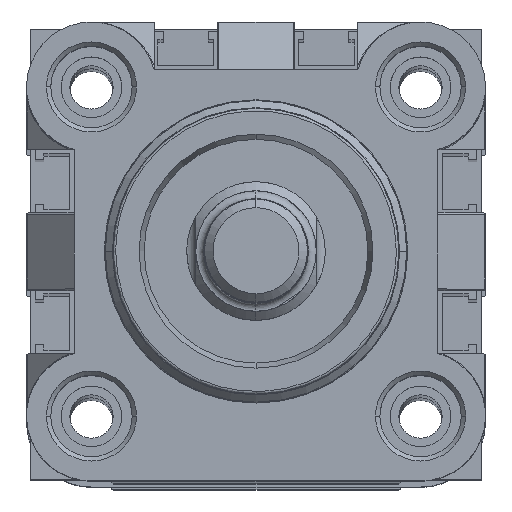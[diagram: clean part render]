
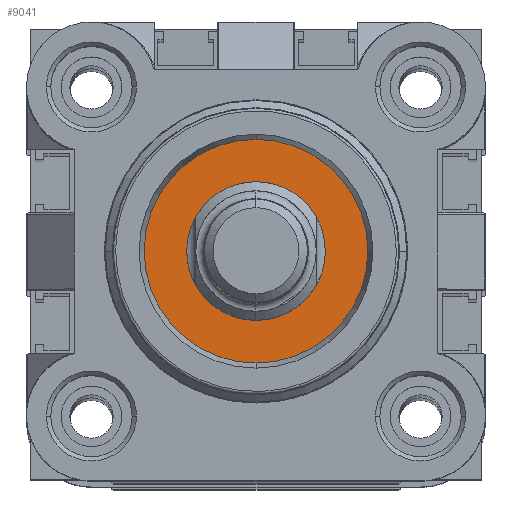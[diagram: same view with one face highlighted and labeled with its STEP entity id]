
A CAD part, top view. The second image highlights one B-rep face of the part: STEP entity #9041.
In plain terms, the highlighted face is planar.
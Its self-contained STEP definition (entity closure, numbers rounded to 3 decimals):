
#1205 = VERTEX_POINT ( 'NONE', #14254 ) ;
#1611 = VERTEX_POINT ( 'NONE', #22015 ) ;
#3679 = CARTESIAN_POINT ( 'NONE',  ( 21., 21., -18.5 ) ) ;
#4282 = PLANE ( 'NONE',  #25230 ) ;
#5446 = CARTESIAN_POINT ( 'NONE',  ( 21., 8.082, -18.5 ) ) ;
#5701 = DIRECTION ( 'NONE',  ( 0., 1., 0. ) ) ;
#5890 = ORIENTED_EDGE ( 'NONE', *, *, #11748, .T. ) ;
#5943 = EDGE_LOOP ( 'NONE', ( #5960, #9265 ) ) ;
#5960 = ORIENTED_EDGE ( 'NONE', *, *, #15927, .F. ) ;
#6317 = DIRECTION ( 'NONE',  ( -1., 0., 0. ) ) ;
#6424 = VERTEX_POINT ( 'NONE', #5446 ) ;
#8647 = DIRECTION ( 'NONE',  ( 0., 0., -1. ) ) ;
#9041 = ADVANCED_FACE ( 'NONE', ( #13373, #24171 ), #4282, .T. ) ;
#9110 = AXIS2_PLACEMENT_3D ( 'NONE', #21571, #9424, #23633 ) ;
#9179 = CIRCLE ( 'NONE', #14201, 12.918 ) ;
#9265 = ORIENTED_EDGE ( 'NONE', *, *, #11093, .F. ) ;
#9424 = DIRECTION ( 'NONE',  ( 0., 0., -1. ) ) ;
#9738 = CARTESIAN_POINT ( 'NONE',  ( 21., 21., -18.5 ) ) ;
#10330 = CARTESIAN_POINT ( 'NONE',  ( 34.073, 7.927, -18.5 ) ) ;
#10784 = CIRCLE ( 'NONE', #16219, 8. ) ;
#11093 = EDGE_CURVE ( 'NONE', #1611, #1205, #24116, .T. ) ;
#11748 = EDGE_CURVE ( 'NONE', #6424, #24459, #9179, .T. ) ;
#11793 = DIRECTION ( 'NONE',  ( -1., 0., 0. ) ) ;
#12140 = AXIS2_PLACEMENT_3D ( 'NONE', #9738, #23934, #11793 ) ;
#12284 = EDGE_CURVE ( 'NONE', #24459, #6424, #25995, .T. ) ;
#13373 = FACE_BOUND ( 'NONE', #5943, .T. ) ;
#14201 = AXIS2_PLACEMENT_3D ( 'NONE', #3679, #17856, #5701 ) ;
#14254 = CARTESIAN_POINT ( 'NONE',  ( 13., 21., -18.5 ) ) ;
#15927 = EDGE_CURVE ( 'NONE', #1205, #1611, #10784, .T. ) ;
#16219 = AXIS2_PLACEMENT_3D ( 'NONE', #20797, #8647, #22836 ) ;
#17004 = CARTESIAN_POINT ( 'NONE',  ( 21., 33.918, -18.5 ) ) ;
#17158 = EDGE_LOOP ( 'NONE', ( #20780, #5890 ) ) ;
#17856 = DIRECTION ( 'NONE',  ( 0., 0., -1. ) ) ;
#18449 = DIRECTION ( 'NONE',  ( 0., 0., -1. ) ) ;
#20780 = ORIENTED_EDGE ( 'NONE', *, *, #12284, .T. ) ;
#20797 = CARTESIAN_POINT ( 'NONE',  ( 21., 21., -18.5 ) ) ;
#21571 = CARTESIAN_POINT ( 'NONE',  ( 21., 21., -18.5 ) ) ;
#22015 = CARTESIAN_POINT ( 'NONE',  ( 29., 21., -18.5 ) ) ;
#22836 = DIRECTION ( 'NONE',  ( -1., 0., 0. ) ) ;
#23633 = DIRECTION ( 'NONE',  ( 0., 1., 0. ) ) ;
#23934 = DIRECTION ( 'NONE',  ( 0., 0., -1. ) ) ;
#24116 = CIRCLE ( 'NONE', #12140, 8. ) ;
#24171 = FACE_OUTER_BOUND ( 'NONE', #17158, .T. ) ;
#24459 = VERTEX_POINT ( 'NONE', #17004 ) ;
#25230 = AXIS2_PLACEMENT_3D ( 'NONE', #10330, #18449, #6317 ) ;
#25995 = CIRCLE ( 'NONE', #9110, 12.918 ) ;
